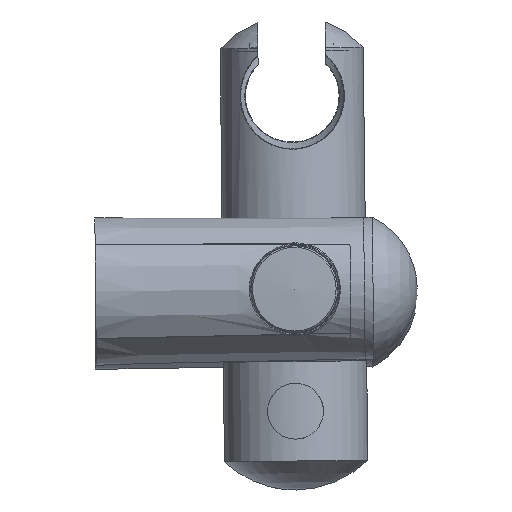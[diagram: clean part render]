
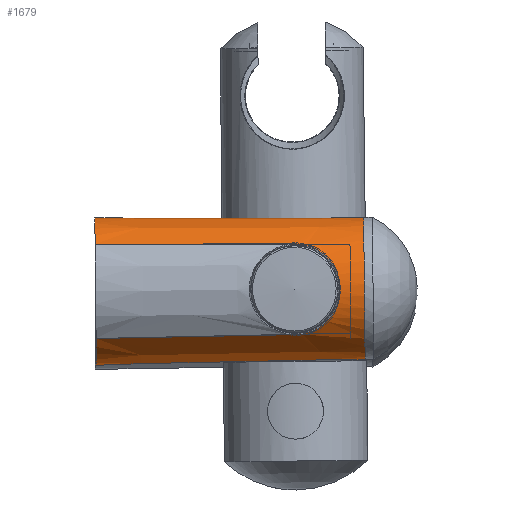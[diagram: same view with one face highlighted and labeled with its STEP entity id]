
A CAD part, top view. The second image highlights one B-rep face of the part: STEP entity #1679.
In plain terms, the highlighted conical face has half-angle 0.6 degrees and reference radius 17.9 mm.
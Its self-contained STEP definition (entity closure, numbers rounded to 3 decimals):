
#34=CONICAL_SURFACE('',#2323,17.9,0.01);
#135=B_SPLINE_CURVE_WITH_KNOTS('',3,(#2908,#2909,#2910,#2911),
 .UNSPECIFIED.,.F.,.F.,(4,4),(0.,0.05),.UNSPECIFIED.);
#137=B_SPLINE_CURVE_WITH_KNOTS('',3,(#2926,#2927,#2928,#2929,#2930,#2931,
#2932,#2933,#2934,#2935,#2936,#2937,#2938,#2939),.UNSPECIFIED.,.F.,.F.,
(4,1,1,1,1,1,1,1,1,1,1,4),(0.,0.002,0.005,0.009,
0.014,0.018,0.023,0.027,
0.03,0.032,0.034,0.037),
 .UNSPECIFIED.);
#142=B_SPLINE_CURVE_WITH_KNOTS('',3,(#2977,#2978,#2979,#2980,#2981,#2982,
#2983,#2984,#2985,#2986,#2987,#2988,#2989,#2990),.UNSPECIFIED.,.F.,.F.,
(4,1,1,1,1,1,1,1,1,1,1,4),(0.,0.002,0.005,0.009,
0.014,0.018,0.023,0.027,
0.03,0.032,0.034,0.037),
 .UNSPECIFIED.);
#143=B_SPLINE_CURVE_WITH_KNOTS('',3,(#2993,#2994,#2995,#2996),
 .UNSPECIFIED.,.F.,.F.,(4,4),(0.,0.05),.UNSPECIFIED.);
#144=B_SPLINE_CURVE_WITH_KNOTS('',3,(#2999,#3000,#3001,#3002),
 .UNSPECIFIED.,.F.,.F.,(4,4),(0.,0.05),.UNSPECIFIED.);
#145=B_SPLINE_CURVE_WITH_KNOTS('',3,(#3003,#3004,#3005,#3006),
 .UNSPECIFIED.,.F.,.F.,(4,4),(0.,0.05),.UNSPECIFIED.);
#377=ORIENTED_EDGE('',*,*,#825,.T.);
#378=ORIENTED_EDGE('',*,*,#826,.T.);
#379=ORIENTED_EDGE('',*,*,#827,.T.);
#380=ORIENTED_EDGE('',*,*,#828,.F.);
#381=ORIENTED_EDGE('',*,*,#814,.F.);
#382=ORIENTED_EDGE('',*,*,#819,.F.);
#383=ORIENTED_EDGE('',*,*,#829,.F.);
#384=ORIENTED_EDGE('',*,*,#823,.T.);
#385=ORIENTED_EDGE('',*,*,#830,.T.);
#814=EDGE_CURVE('',#1122,#1123,#135,.T.);
#819=EDGE_CURVE('',#1126,#1122,#137,.T.);
#823=EDGE_CURVE('',#1131,#1130,#1358,.F.);
#825=EDGE_CURVE('',#1132,#1132,#1359,.T.);
#826=EDGE_CURVE('',#1133,#1134,#142,.T.);
#827=EDGE_CURVE('',#1134,#1135,#143,.T.);
#828=EDGE_CURVE('',#1123,#1135,#1360,.T.);
#829=EDGE_CURVE('',#1131,#1126,#144,.T.);
#830=EDGE_CURVE('',#1130,#1133,#145,.T.);
#1122=VERTEX_POINT('',#2912);
#1123=VERTEX_POINT('',#2913);
#1126=VERTEX_POINT('',#2924);
#1130=VERTEX_POINT('',#2967);
#1131=VERTEX_POINT('',#2969);
#1132=VERTEX_POINT('',#2976);
#1133=VERTEX_POINT('',#2991);
#1134=VERTEX_POINT('',#2992);
#1135=VERTEX_POINT('',#2997);
#1358=CIRCLE('',#2322,18.607);
#1359=CIRCLE('',#2324,17.9);
#1360=CIRCLE('',#2325,18.607);
#1455=EDGE_LOOP('',(#377));
#1456=EDGE_LOOP('',(#378,#379,#380,#381,#382,#383,#384,#385));
#1560=FACE_BOUND('',#1455,.T.);
#1561=FACE_BOUND('',#1456,.T.);
#1679=ADVANCED_FACE('',(#1560,#1561),#34,.T.);
#2322=AXIS2_PLACEMENT_3D('',#2968,#2523,#2524);
#2323=AXIS2_PLACEMENT_3D('',#2974,#2525,#2526);
#2324=AXIS2_PLACEMENT_3D('',#2975,#2527,#2528);
#2325=AXIS2_PLACEMENT_3D('',#2998,#2529,#2530);
#2523=DIRECTION('',(-1.,-0.01,0.));
#2524=DIRECTION('',(0.,0.,1.));
#2525=DIRECTION('',(-1.,-0.01,0.));
#2526=DIRECTION('',(0.,0.,-1.));
#2527=DIRECTION('',(-1.,-0.01,0.));
#2528=DIRECTION('',(-0.01,1.,0.));
#2529=DIRECTION('',(-1.,-0.01,0.));
#2530=DIRECTION('',(0.,0.,1.));
#2908=CARTESIAN_POINT('',(50.215,-11.405,908.963));
#2909=CARTESIAN_POINT('',(33.533,-11.725,908.857));
#2910=CARTESIAN_POINT('',(16.85,-12.046,908.75));
#2911=CARTESIAN_POINT('',(0.167,-12.366,908.644));
#2912=CARTESIAN_POINT('',(50.215,-11.405,908.963));
#2913=CARTESIAN_POINT('',(0.167,-12.366,908.644));
#2924=CARTESIAN_POINT('',(49.977,11.394,908.963));
#2926=CARTESIAN_POINT('',(49.977,11.394,908.963));
#2927=CARTESIAN_POINT('',(50.753,11.402,908.974));
#2928=CARTESIAN_POINT('',(52.271,11.262,908.866));
#2929=CARTESIAN_POINT('',(55.184,10.388,908.205));
#2930=CARTESIAN_POINT('',(58.244,8.353,906.893));
#2931=CARTESIAN_POINT('',(60.799,4.712,905.451));
#2932=CARTESIAN_POINT('',(61.817,0.142,904.831));
#2933=CARTESIAN_POINT('',(60.904,-4.487,905.444));
#2934=CARTESIAN_POINT('',(58.837,-7.574,906.652));
#2935=CARTESIAN_POINT('',(56.593,-9.457,907.682));
#2936=CARTESIAN_POINT('',(54.687,-10.52,908.368));
#2937=CARTESIAN_POINT('',(52.508,-11.226,908.866));
#2938=CARTESIAN_POINT('',(50.994,-11.397,908.974));
#2939=CARTESIAN_POINT('',(50.215,-11.405,908.963));
#2967=CARTESIAN_POINT('',(-0.08,11.306,937.357));
#2968=CARTESIAN_POINT('',(0.043,-0.53,923.));
#2969=CARTESIAN_POINT('',(-0.08,11.306,908.643));
#2974=CARTESIAN_POINT('',(67.54,0.177,923.));
#2975=CARTESIAN_POINT('',(67.54,0.177,923.));
#2976=CARTESIAN_POINT('',(67.352,18.076,923.));
#2977=CARTESIAN_POINT('',(49.977,11.394,937.037));
#2978=CARTESIAN_POINT('',(50.753,11.402,937.026));
#2979=CARTESIAN_POINT('',(52.271,11.262,937.134));
#2980=CARTESIAN_POINT('',(55.184,10.388,937.795));
#2981=CARTESIAN_POINT('',(58.244,8.353,939.107));
#2982=CARTESIAN_POINT('',(60.799,4.712,940.549));
#2983=CARTESIAN_POINT('',(61.817,0.142,941.169));
#2984=CARTESIAN_POINT('',(60.904,-4.487,940.556));
#2985=CARTESIAN_POINT('',(58.837,-7.574,939.348));
#2986=CARTESIAN_POINT('',(56.593,-9.457,938.318));
#2987=CARTESIAN_POINT('',(54.687,-10.52,937.632));
#2988=CARTESIAN_POINT('',(52.508,-11.226,937.134));
#2989=CARTESIAN_POINT('',(50.994,-11.397,937.026));
#2990=CARTESIAN_POINT('',(50.215,-11.405,937.037));
#2991=CARTESIAN_POINT('',(49.977,11.394,937.037));
#2992=CARTESIAN_POINT('',(50.215,-11.405,937.037));
#2993=CARTESIAN_POINT('',(50.215,-11.405,937.037));
#2994=CARTESIAN_POINT('',(33.533,-11.725,937.143));
#2995=CARTESIAN_POINT('',(16.85,-12.046,937.25));
#2996=CARTESIAN_POINT('',(0.167,-12.366,937.356));
#2997=CARTESIAN_POINT('',(0.167,-12.366,937.356));
#2998=CARTESIAN_POINT('',(0.043,-0.53,923.));
#2999=CARTESIAN_POINT('',(-0.08,11.306,908.644));
#3000=CARTESIAN_POINT('',(16.605,11.336,908.75));
#3001=CARTESIAN_POINT('',(33.291,11.365,908.857));
#3002=CARTESIAN_POINT('',(49.977,11.394,908.963));
#3003=CARTESIAN_POINT('',(-0.08,11.306,937.356));
#3004=CARTESIAN_POINT('',(16.605,11.336,937.25));
#3005=CARTESIAN_POINT('',(33.291,11.365,937.143));
#3006=CARTESIAN_POINT('',(49.977,11.394,937.037));
